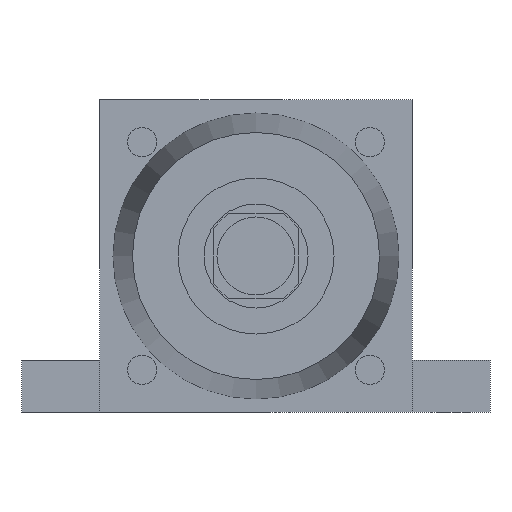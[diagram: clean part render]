
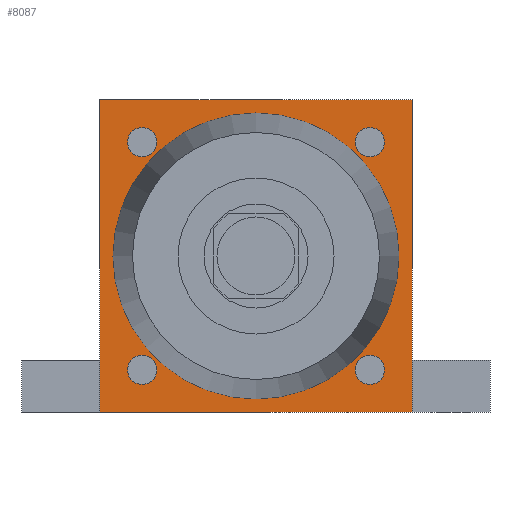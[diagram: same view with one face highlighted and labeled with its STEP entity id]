
A CAD part, front view. The second image highlights one B-rep face of the part: STEP entity #8087.
In plain terms, the highlighted face is planar.
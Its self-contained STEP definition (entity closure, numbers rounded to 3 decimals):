
#495=EDGE_CURVE('',#501,#501,#496,.T.);
#496=CIRCLE('',#497,34.925);
#497=AXIS2_PLACEMENT_3D('',#498,#499,#500);
#498=CARTESIAN_POINT('',(0.,485.775,0.));
#499=DIRECTION('',(0.,1.,0.));
#500=DIRECTION('',(1.,0.,0.));
#501=VERTEX_POINT('',#502);
#502=CARTESIAN_POINT('',(34.925,485.775,0.));
#577=EDGE_CURVE('',#583,#583,#578,.T.);
#578=CIRCLE('',#579,3.569);
#579=AXIS2_PLACEMENT_3D('',#580,#581,#582);
#580=CARTESIAN_POINT('',(27.813,485.775,27.813));
#581=DIRECTION('',(0.,-1.,0.));
#582=DIRECTION('',(-1.,0.,0.));
#583=VERTEX_POINT('',#584);
#584=CARTESIAN_POINT('',(24.244,485.775,27.813));
#585=EDGE_CURVE('',#591,#591,#586,.T.);
#586=CIRCLE('',#587,3.569);
#587=AXIS2_PLACEMENT_3D('',#588,#589,#590);
#588=CARTESIAN_POINT('',(-27.813,485.775,-27.813));
#589=DIRECTION('',(0.,1.,0.));
#590=DIRECTION('',(1.,0.,0.));
#591=VERTEX_POINT('',#592);
#592=CARTESIAN_POINT('',(-24.244,485.775,-27.813));
#601=EDGE_CURVE('',#607,#607,#602,.T.);
#602=CIRCLE('',#603,3.569);
#603=AXIS2_PLACEMENT_3D('',#604,#605,#606);
#604=CARTESIAN_POINT('',(27.813,485.775,-27.813));
#605=DIRECTION('',(0.,1.,0.));
#606=DIRECTION('',(1.,0.,0.));
#607=VERTEX_POINT('',#608);
#608=CARTESIAN_POINT('',(31.382,485.775,-27.813));
#617=EDGE_CURVE('',#623,#623,#618,.T.);
#618=CIRCLE('',#619,3.569);
#619=AXIS2_PLACEMENT_3D('',#620,#621,#622);
#620=CARTESIAN_POINT('',(-27.813,485.775,27.813));
#621=DIRECTION('',(0.,1.,0.));
#622=DIRECTION('',(1.,0.,0.));
#623=VERTEX_POINT('',#624);
#624=CARTESIAN_POINT('',(-24.244,485.775,27.813));
#2828=VERTEX_POINT('',#2830);
#2830=CARTESIAN_POINT('',(-38.1,485.775,-38.1));
#2868=VERTEX_POINT('',#2869);
#2869=CARTESIAN_POINT('',(38.1,485.775,-38.1));
#2870=EDGE_CURVE('',#2868,#2828,#2871,.T.);
#2871=LINE('',#2872,#2873);
#2872=CARTESIAN_POINT('',(38.1,485.775,-38.1));
#2873=VECTOR('',#2874,1.);
#2874=DIRECTION('',(-1.,0.,0.));
#2896=VERTEX_POINT('',#2898);
#2898=CARTESIAN_POINT('',(38.1,485.775,-25.4));
#2969=EDGE_CURVE('',#2868,#2896,#2970,.T.);
#2970=LINE('',#2971,#2972);
#2971=CARTESIAN_POINT('',(38.1,485.775,-38.1));
#2972=VECTOR('',#2973,1.);
#2973=DIRECTION('',(0.,0.,1.));
#2995=VERTEX_POINT('',#2997);
#2997=CARTESIAN_POINT('',(-38.1,485.775,-25.4));
#3068=EDGE_CURVE('',#2995,#2828,#3069,.T.);
#3069=LINE('',#3070,#3071);
#3070=CARTESIAN_POINT('',(-38.1,485.775,38.1));
#3071=VECTOR('',#3072,1.);
#3072=DIRECTION('',(0.,0.,-1.));
#3158=VERTEX_POINT('',#3159);
#3159=CARTESIAN_POINT('',(-38.1,485.775,38.1));
#3160=EDGE_CURVE('',#3165,#3158,#3161,.T.);
#3161=LINE('',#3162,#3163);
#3162=CARTESIAN_POINT('',(38.1,485.775,38.1));
#3163=VECTOR('',#3164,1.);
#3164=DIRECTION('',(-1.,0.,0.));
#3165=VERTEX_POINT('',#3166);
#3166=CARTESIAN_POINT('',(38.1,485.775,38.1));
#3186=EDGE_CURVE('',#2896,#3165,#2970,.T.);
#3201=EDGE_CURVE('',#3158,#2995,#3069,.T.);
#3207=FACE_OUTER_BOUND('',#3213,.T.);
#3208=FACE_BOUND('',#3214,.T.);
#3209=FACE_BOUND('',#3215,.T.);
#3210=FACE_BOUND('',#3216,.T.);
#3211=FACE_BOUND('',#3217,.T.);
#3212=FACE_BOUND('',#3218,.T.);
#3213=EDGE_LOOP('',(#3219));
#3214=EDGE_LOOP('',(#3220));
#3215=EDGE_LOOP('',(#3221,#3222,#3223,#3224,#3225,#3226));
#3216=EDGE_LOOP('',(#3227));
#3217=EDGE_LOOP('',(#3228));
#3218=EDGE_LOOP('',(#3229));
#3219=ORIENTED_EDGE('',*,*,#617,.T.);
#3220=ORIENTED_EDGE('',*,*,#577,.T.);
#3221=ORIENTED_EDGE('',*,*,#2870,.F.);
#3222=ORIENTED_EDGE('',*,*,#2969,.T.);
#3223=ORIENTED_EDGE('',*,*,#3186,.T.);
#3224=ORIENTED_EDGE('',*,*,#3160,.T.);
#3225=ORIENTED_EDGE('',*,*,#3201,.T.);
#3226=ORIENTED_EDGE('',*,*,#3068,.T.);
#3227=ORIENTED_EDGE('',*,*,#585,.T.);
#3228=ORIENTED_EDGE('',*,*,#601,.T.);
#3229=ORIENTED_EDGE('',*,*,#495,.T.);
#3238=PLANE('',#3239);
#3239=AXIS2_PLACEMENT_3D('',#3240,#3241,#3242);
#3240=CARTESIAN_POINT('',(38.1,485.775,-38.1));
#3241=DIRECTION('',(0.,-1.,0.));
#3242=DIRECTION('',(0.,0.,-1.));
#8087=ADVANCED_FACE('',(#3207,#3208,#3209,#3210,#3211,#3212),#3238,.T.);
